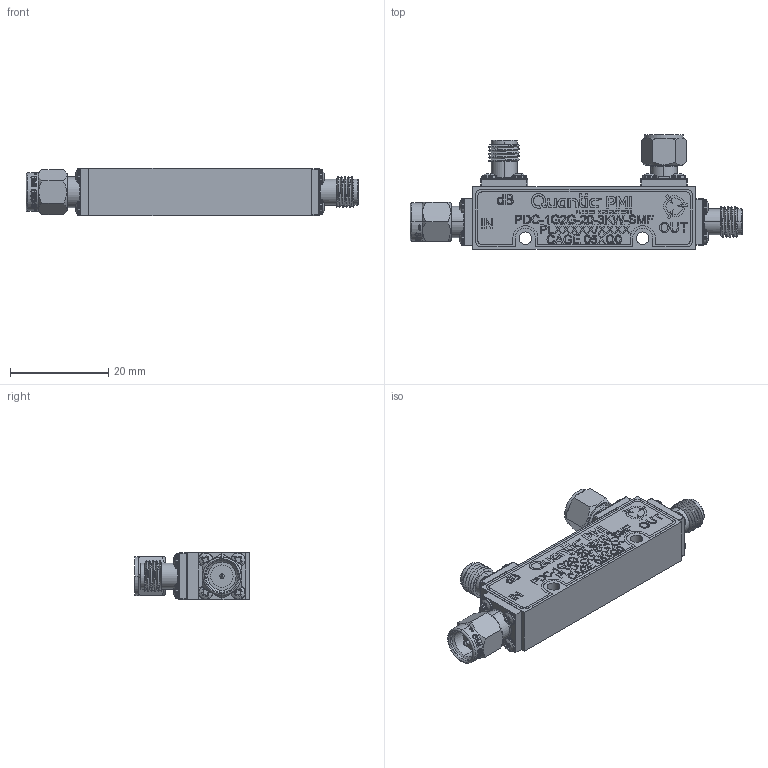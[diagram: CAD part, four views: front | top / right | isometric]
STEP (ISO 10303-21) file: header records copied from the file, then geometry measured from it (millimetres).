
FILE_DESCRIPTION (( 'STEP AP214' ), '1' );
FILE_NAME ('PDC-1G2G-20-3KW-SMF.STEP', '2025-10-01T15:26:07', ( '' ), ( '' ), 'SwSTEP 2.0', 'SolidWorks 2024', '' );
FILE_SCHEMA (( 'AUTOMOTIVE_DESIGN' ));
Length unit declared in the file: inch
Products named in the file (1): PDC-1G2G-20-3KW-SMF
Bounding box: 67.54 x 23.37 x 9.7 mm (x, y, z)
Volume: 7263.1 mm3; surface area: 6966.7 mm2
Topology: 28 solids, 28 shells, 1507 faces, 4639 edges, 3324 vertices
Faces by surface type: plane 548, cylinder 482, torus 170, cone 158, bspline 93, sphere 56
Entity records: 81221 total; most frequent: CARTESIAN_POINT 21604, ORIENTED_EDGE 9214, DIRECTION 7511, EDGE_CURVE 4607, VERTEX_POINT 3324, AXIS2_PLACEMENT_3D 2878, VECTOR 1755, LINE 1755
